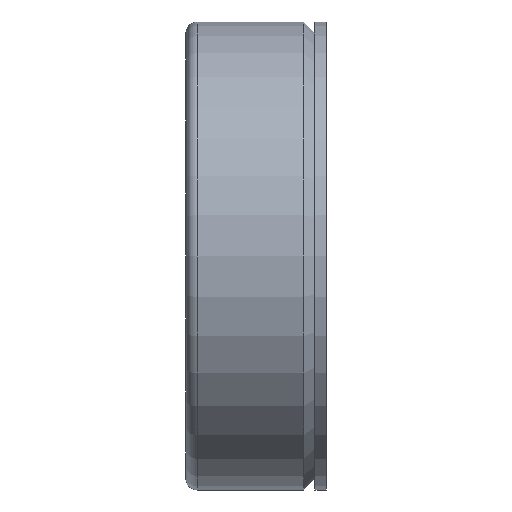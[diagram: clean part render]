
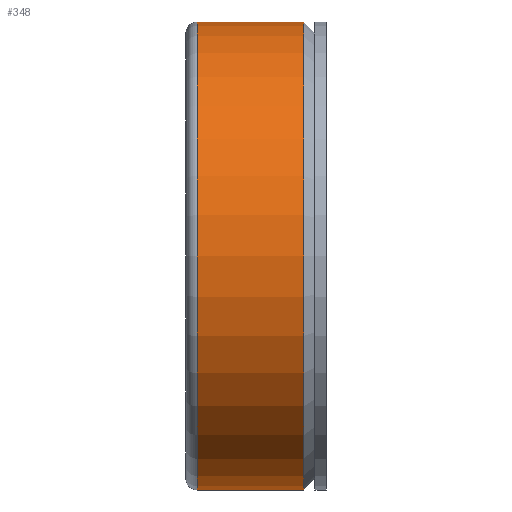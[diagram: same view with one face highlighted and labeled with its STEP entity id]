
A CAD part, left-side view. The second image highlights one B-rep face of the part: STEP entity #348.
In plain terms, the highlighted cylindrical face has radius 15.875 mm (diameter 31.75 mm), a full revolution.
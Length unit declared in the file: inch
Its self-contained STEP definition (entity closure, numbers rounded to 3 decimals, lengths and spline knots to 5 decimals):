
#17=CYLINDRICAL_SURFACE('',#381,0.625);
#21=FACE_BOUND('',#92,.T.);
#39=CIRCLE('',#379,0.625);
#41=CIRCLE('',#382,0.625);
#67=FACE_OUTER_BOUND('',#91,.T.);
#91=EDGE_LOOP('',(#284));
#92=EDGE_LOOP('',(#285));
#166=VERTEX_POINT('',#12572);
#168=VERTEX_POINT('',#12577);
#209=EDGE_CURVE('',#166,#166,#39,.T.);
#211=EDGE_CURVE('',#168,#168,#41,.T.);
#284=ORIENTED_EDGE('',*,*,#211,.T.);
#285=ORIENTED_EDGE('',*,*,#209,.F.);
#348=ADVANCED_FACE('',(#67,#21),#17,.T.);
#379=AXIS2_PLACEMENT_3D('',#12573,#437,#438);
#381=AXIS2_PLACEMENT_3D('',#12576,#441,#442);
#382=AXIS2_PLACEMENT_3D('',#12578,#443,#444);
#437=DIRECTION('center_axis',(0.,1.,0.));
#438=DIRECTION('ref_axis',(1.,0.,0.));
#441=DIRECTION('center_axis',(0.,1.,0.));
#442=DIRECTION('ref_axis',(1.,0.,0.));
#443=DIRECTION('center_axis',(0.,1.,0.));
#444=DIRECTION('ref_axis',(1.,0.,0.));
#12572=CARTESIAN_POINT('',(-0.625,0.345,0.));
#12573=CARTESIAN_POINT('Origin',(0.,0.345,0.));
#12576=CARTESIAN_POINT('Origin',(0.,0.,0.));
#12577=CARTESIAN_POINT('',(0.625,0.06,0.));
#12578=CARTESIAN_POINT('Origin',(0.,0.06,0.));
